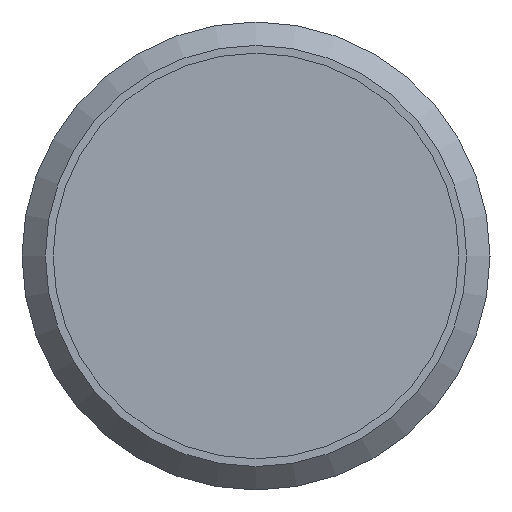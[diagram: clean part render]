
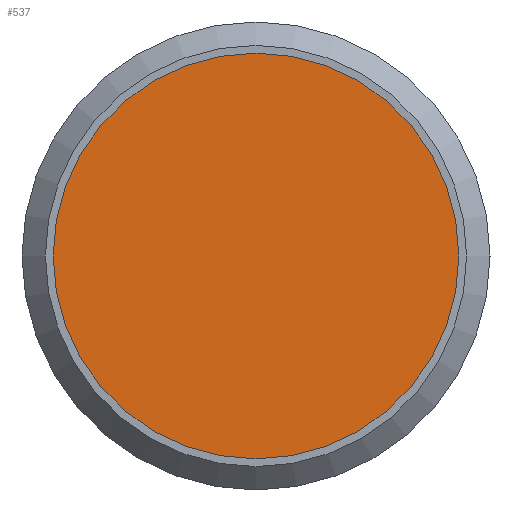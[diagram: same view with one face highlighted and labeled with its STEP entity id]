
A CAD part, front view. The second image highlights one B-rep face of the part: STEP entity #537.
In plain terms, the highlighted planar face has unit normal (0, -1, 0).
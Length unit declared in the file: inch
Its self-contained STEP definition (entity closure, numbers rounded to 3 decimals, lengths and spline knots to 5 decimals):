
#26 = CARTESIAN_POINT ( 'NONE',  ( 0., -1.06299, 0. ) ) ;
#59 = PLANE ( 'NONE',  #1558 ) ;
#85 = DIRECTION ( 'NONE',  ( 0., 0., -1. ) ) ;
#170 = EDGE_LOOP ( 'NONE', ( #958 ) ) ;
#336 = CIRCLE ( 'NONE', #1281, 0.20472 ) ;
#409 = VERTEX_POINT ( 'NONE', #919 ) ;
#443 = CARTESIAN_POINT ( 'NONE',  ( 0., -1.06299, 0. ) ) ;
#461 = FACE_OUTER_BOUND ( 'NONE', #170, .T. ) ;
#537 = ADVANCED_FACE ( 'NONE', ( #461 ), #59, .F. ) ;
#678 = DIRECTION ( 'NONE',  ( 0., 1., 0. ) ) ;
#696 = DIRECTION ( 'NONE',  ( 0., 1., 0. ) ) ;
#919 = CARTESIAN_POINT ( 'NONE',  ( 0., -1.06299, -0.20472 ) ) ;
#958 = ORIENTED_EDGE ( 'NONE', *, *, #1047, .F. ) ;
#1047 = EDGE_CURVE ( 'NONE', #409, #409, #336, .T. ) ;
#1281 = AXIS2_PLACEMENT_3D ( 'NONE', #26, #678, #85 ) ;
#1558 = AXIS2_PLACEMENT_3D ( 'NONE', #443, #696, #1626 ) ;
#1626 = DIRECTION ( 'NONE',  ( 0., 0., 1. ) ) ;
